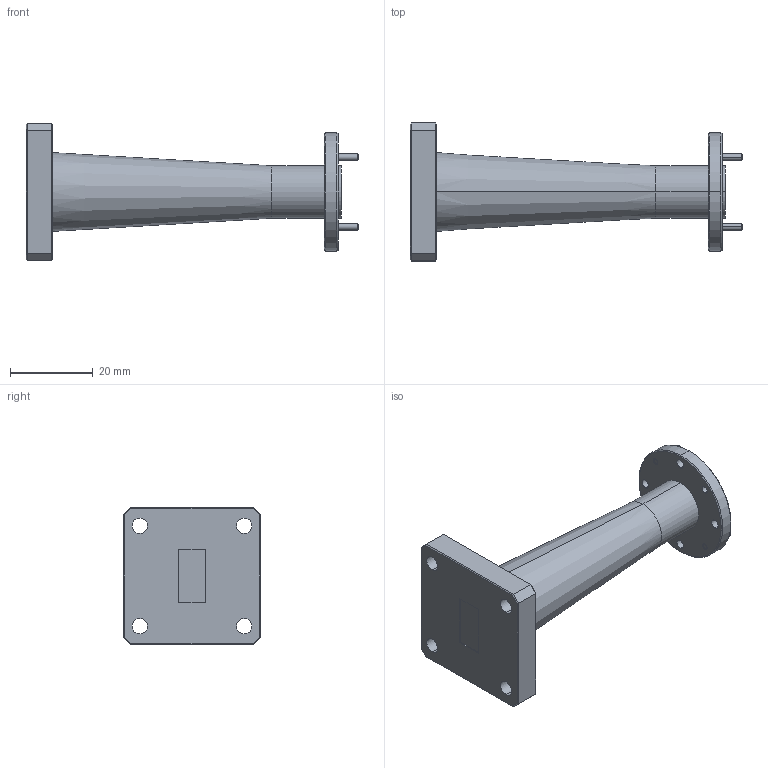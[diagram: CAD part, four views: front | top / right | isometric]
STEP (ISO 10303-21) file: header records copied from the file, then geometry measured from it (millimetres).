
FILE_DESCRIPTION (( 'STEP AP203' ), '1' );
FILE_NAME ('SWT-5122-LB.STEP', '2018-11-21T01:37:33', ( '' ), ( '' ), 'SwSTEP 2.0', 'SolidWorks 2016', '' );
FILE_SCHEMA (( 'CONFIG_CONTROL_DESIGN' ));
Length unit declared in the file: inch
Products named in the file (1): SWT-5122-LB
Bounding box: 80.26 x 33.32 x 33.32 mm (x, y, z)
Volume: 21103.9 mm3; surface area: 7747.5 mm2
Topology: 3 solids, 3 shells, 111 faces, 250 edges, 154 vertices
Faces by surface type: plane 47, cylinder 42, cone 22
Entity records: 3209 total; most frequent: DIRECTION 580, CARTESIAN_POINT 516, ORIENTED_EDGE 500, EDGE_CURVE 250, AXIS2_PLACEMENT_3D 218, VERTEX_POINT 154, VECTOR 144, EDGE_LOOP 144
